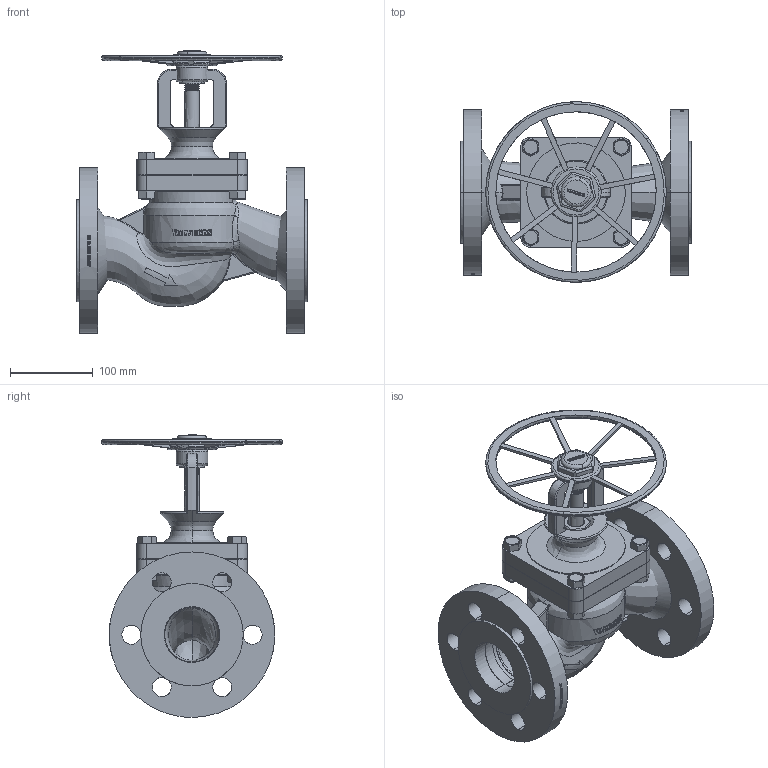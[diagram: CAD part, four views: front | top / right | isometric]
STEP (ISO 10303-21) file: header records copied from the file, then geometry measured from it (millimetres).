
FILE_DESCRIPTION(('FreeCAD Model'),'2;1');
FILE_NAME('Open CASCADE Shape Model','2025-05-09T08:05:53',('FreeCAD'),( 'FreeCAD'),'Open CASCADE STEP processor 7.6','FreeCAD','Unknown');
FILE_SCHEMA(('AUTOMOTIVE_DESIGN { 1 0 10303 214 1 1 1 1 }'));
Products named in the file (1): Open CASCADE STEP translator 7.6 1
Bounding box: 278.52 x 217.85 x 341.63 mm (x, y, z)
Volume: 2636985.9 mm3; surface area: 554666.8 mm2
Topology: 20 solids, 20 shells, 2598 faces, 6982 edges, 4546 vertices
Faces by surface type: bspline 2598
Entity records: 205521 total; most frequent: CARTESIAN_POINT 163918, ORIENTED_EDGE 13952, EDGE_CURVE 6976, B_SPLINE_CURVE_WITH_KNOTS 5990, VERTEX_POINT 4546, FACE_BOUND 2822, EDGE_LOOP 2822, ADVANCED_FACE 2598
